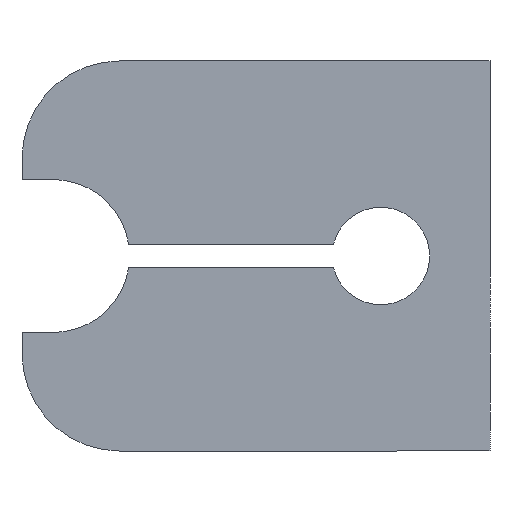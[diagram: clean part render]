
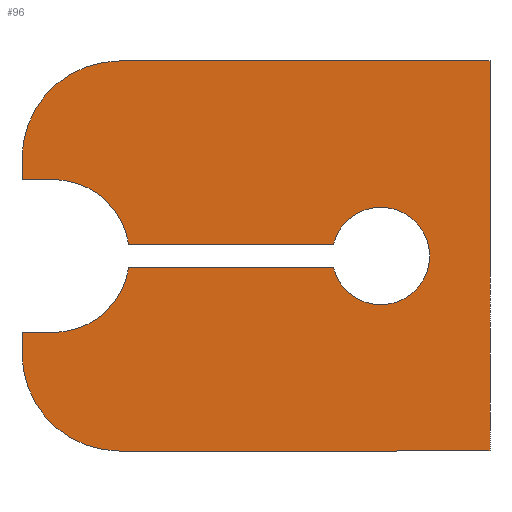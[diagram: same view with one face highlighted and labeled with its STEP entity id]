
A CAD part, front view. The second image highlights one B-rep face of the part: STEP entity #96.
In plain terms, the highlighted planar face has unit normal (0, -1, 0).
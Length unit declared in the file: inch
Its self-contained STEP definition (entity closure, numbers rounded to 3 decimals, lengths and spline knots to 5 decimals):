
#78=PLANE('',#491);
#96=ADVANCED_FACE('',(#128),#78,.T.);
#128=FACE_OUTER_BOUND('',#150,.T.);
#150=EDGE_LOOP('',(#296,#297,#298,#299,#300,#301,#302,#303,#304,#305,#306,
#307,#308,#309));
#174=LINE('',#653,#206);
#177=LINE('',#659,#209);
#181=LINE('',#673,#213);
#185=LINE('',#687,#217);
#189=LINE('',#699,#221);
#192=LINE('',#705,#224);
#196=LINE('',#719,#228);
#199=LINE('',#729,#231);
#201=LINE('',#734,#233);
#206=VECTOR('',#521,1.);
#209=VECTOR('',#526,1.);
#213=VECTOR('',#540,1.);
#217=VECTOR('',#554,1.);
#221=VECTOR('',#566,1.);
#224=VECTOR('',#571,1.);
#228=VECTOR('',#585,1.);
#231=VECTOR('',#594,1.);
#233=VECTOR('',#600,1.);
#296=ORIENTED_EDGE('',*,*,#386,.T.);
#297=ORIENTED_EDGE('',*,*,#390,.T.);
#298=ORIENTED_EDGE('',*,*,#393,.F.);
#299=ORIENTED_EDGE('',*,*,#396,.F.);
#300=ORIENTED_EDGE('',*,*,#400,.T.);
#301=ORIENTED_EDGE('',*,*,#403,.F.);
#302=ORIENTED_EDGE('',*,*,#407,.F.);
#303=ORIENTED_EDGE('',*,*,#410,.F.);
#304=ORIENTED_EDGE('',*,*,#413,.T.);
#305=ORIENTED_EDGE('',*,*,#416,.T.);
#306=ORIENTED_EDGE('',*,*,#419,.T.);
#307=ORIENTED_EDGE('',*,*,#423,.F.);
#308=ORIENTED_EDGE('',*,*,#428,.F.);
#309=ORIENTED_EDGE('',*,*,#431,.F.);
#344=VERTEX_POINT('',#644);
#345=VERTEX_POINT('',#646);
#347=VERTEX_POINT('',#652);
#349=VERTEX_POINT('',#658);
#351=VERTEX_POINT('',#664);
#354=VERTEX_POINT('',#672);
#356=VERTEX_POINT('',#678);
#359=VERTEX_POINT('',#686);
#361=VERTEX_POINT('',#692);
#363=VERTEX_POINT('',#698);
#365=VERTEX_POINT('',#704);
#367=VERTEX_POINT('',#710);
#370=VERTEX_POINT('',#718);
#374=VERTEX_POINT('',#728);
#386=EDGE_CURVE('',#345,#344,#439,.T.);
#390=EDGE_CURVE('',#344,#347,#174,.T.);
#393=EDGE_CURVE('',#349,#347,#177,.T.);
#396=EDGE_CURVE('',#351,#349,#441,.T.);
#400=EDGE_CURVE('',#351,#354,#181,.T.);
#403=EDGE_CURVE('',#356,#354,#444,.T.);
#407=EDGE_CURVE('',#359,#356,#185,.T.);
#410=EDGE_CURVE('',#361,#359,#447,.T.);
#413=EDGE_CURVE('',#361,#363,#189,.T.);
#416=EDGE_CURVE('',#363,#365,#192,.T.);
#419=EDGE_CURVE('',#365,#367,#449,.T.);
#423=EDGE_CURVE('',#370,#367,#196,.T.);
#428=EDGE_CURVE('',#374,#370,#199,.T.);
#431=EDGE_CURVE('',#345,#374,#201,.T.);
#439=CIRCLE('',#462,0.125);
#441=CIRCLE('',#467,0.098);
#444=CIRCLE('',#472,0.0625);
#447=CIRCLE('',#477,0.098);
#449=CIRCLE('',#482,0.125);
#462=AXIS2_PLACEMENT_3D('',#645,#514,#515);
#467=AXIS2_PLACEMENT_3D('',#665,#532,#533);
#472=AXIS2_PLACEMENT_3D('',#679,#546,#547);
#477=AXIS2_PLACEMENT_3D('',#693,#560,#561);
#482=AXIS2_PLACEMENT_3D('',#711,#577,#578);
#491=AXIS2_PLACEMENT_3D('',#736,#603,#604);
#514=DIRECTION('',(0.,-1.,0.));
#515=DIRECTION('',(1.,0.,0.));
#521=DIRECTION('',(0.,0.,-1.));
#526=DIRECTION('',(-1.,0.,0.));
#532=DIRECTION('',(0.,-1.,0.));
#533=DIRECTION('',(1.,0.,0.));
#540=DIRECTION('',(1.,0.,0.));
#546=DIRECTION('',(0.,-1.,0.));
#547=DIRECTION('',(1.,0.,0.));
#554=DIRECTION('',(1.,0.,0.));
#560=DIRECTION('',(0.,-1.,0.));
#561=DIRECTION('',(1.,0.,0.));
#566=DIRECTION('',(-1.,0.,0.));
#571=DIRECTION('',(0.,0.,-1.));
#577=DIRECTION('',(0.,-1.,0.));
#578=DIRECTION('',(1.,0.,0.));
#585=DIRECTION('',(-1.,0.,0.));
#594=DIRECTION('',(0.,0.,-1.));
#600=DIRECTION('',(1.,0.,0.));
#603=DIRECTION('',(0.,-1.,0.));
#604=DIRECTION('',(0.,0.,-1.));
#644=CARTESIAN_POINT('',(-0.6,-0.25,0.375));
#645=CARTESIAN_POINT('',(-0.475,-0.25,0.375));
#646=CARTESIAN_POINT('',(-0.475,-0.25,0.5));
#652=CARTESIAN_POINT('',(-0.6,-0.25,0.348));
#653=CARTESIAN_POINT('',(-0.6,-0.25,0.375));
#658=CARTESIAN_POINT('',(-0.56,-0.25,0.348));
#659=CARTESIAN_POINT('',(-0.56,-0.25,0.348));
#664=CARTESIAN_POINT('',(-0.46315,-0.25,0.265));
#665=CARTESIAN_POINT('',(-0.56,-0.25,0.25));
#672=CARTESIAN_POINT('',(-0.20067,-0.25,0.265));
#673=CARTESIAN_POINT('',(-0.46315,-0.25,0.265));
#678=CARTESIAN_POINT('',(-0.20067,-0.25,0.235));
#679=CARTESIAN_POINT('',(-0.14,-0.25,0.25));
#686=CARTESIAN_POINT('',(-0.46315,-0.25,0.235));
#687=CARTESIAN_POINT('',(-0.46315,-0.25,0.235));
#692=CARTESIAN_POINT('',(-0.56,-0.25,0.152));
#693=CARTESIAN_POINT('',(-0.56,-0.25,0.25));
#698=CARTESIAN_POINT('',(-0.6,-0.25,0.152));
#699=CARTESIAN_POINT('',(-0.56,-0.25,0.152));
#704=CARTESIAN_POINT('',(-0.6,-0.25,0.125));
#705=CARTESIAN_POINT('',(-0.6,-0.25,0.152));
#710=CARTESIAN_POINT('',(-0.475,-0.25,0.));
#711=CARTESIAN_POINT('',(-0.475,-0.25,0.125));
#718=CARTESIAN_POINT('',(0.,-0.25,0.));
#719=CARTESIAN_POINT('',(0.,-0.25,0.));
#728=CARTESIAN_POINT('',(0.,-0.25,0.5));
#729=CARTESIAN_POINT('',(0.,-0.25,0.5));
#734=CARTESIAN_POINT('',(-0.475,-0.25,0.5));
#736=CARTESIAN_POINT('',(-0.475,-0.25,0.375));
